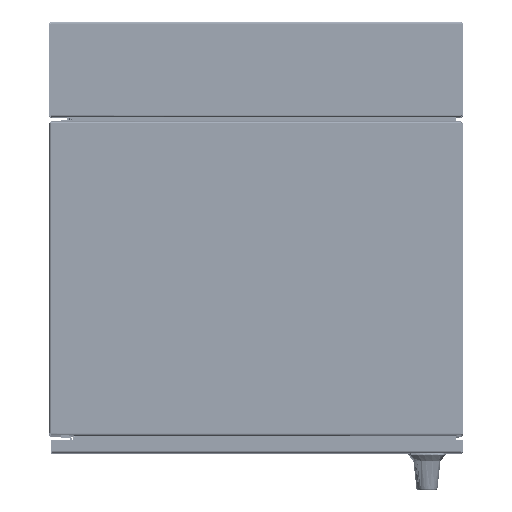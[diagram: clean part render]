
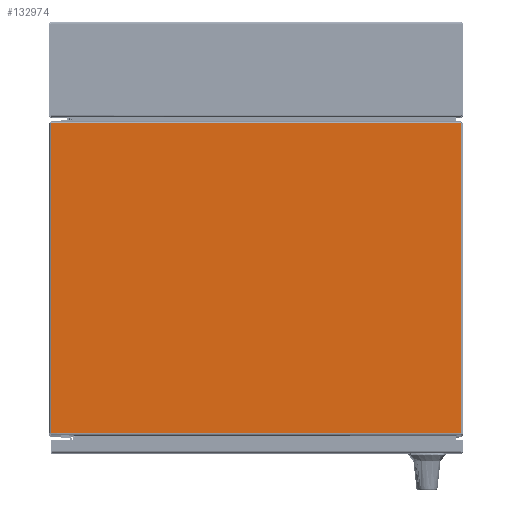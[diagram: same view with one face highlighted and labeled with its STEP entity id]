
A CAD part, top view. The second image highlights one B-rep face of the part: STEP entity #132974.
In plain terms, the highlighted planar face has unit normal (0, 0, 1).
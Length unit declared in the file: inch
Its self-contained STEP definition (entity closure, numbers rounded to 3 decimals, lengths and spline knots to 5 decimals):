
#3308 = VERTEX_POINT ( 'NONE', #182747 ) ;
#3671 = VERTEX_POINT ( 'NONE', #105803 ) ;
#11418 = ORIENTED_EDGE ( 'NONE', *, *, #144893, .T. ) ;
#11453 = ORIENTED_EDGE ( 'NONE', *, *, #106079, .F. ) ;
#21836 = CARTESIAN_POINT ( 'NONE',  ( -11.8925, -23.9345, 24. ) ) ;
#22390 = DIRECTION ( 'NONE',  ( -1., 0., 0. ) ) ;
#22802 = CARTESIAN_POINT ( 'NONE',  ( -12.0005, -23.8985, 24. ) ) ;
#31884 = EDGE_CURVE ( 'NONE', #196035, #85672, #144890, .T. ) ;
#37959 = DIRECTION ( 'NONE',  ( 0., 1., 0. ) ) ;
#44873 = LINE ( 'NONE', #195301, #135923 ) ;
#44978 = VECTOR ( 'NONE', #37959, 39.37008 ) ;
#53442 = DIRECTION ( 'NONE',  ( 0., 0., 1. ) ) ;
#53639 = LINE ( 'NONE', #111212, #146847 ) ;
#60739 = VECTOR ( 'NONE', #141929, 39.37008 ) ;
#74151 = CARTESIAN_POINT ( 'NONE',  ( 11.9275, -23.8985, 24. ) ) ;
#80785 = FACE_OUTER_BOUND ( 'NONE', #176529, .T. ) ;
#85672 = VERTEX_POINT ( 'NONE', #74151 ) ;
#100873 = CARTESIAN_POINT ( 'NONE',  ( -12.0005, -14.89, 24. ) ) ;
#105803 = CARTESIAN_POINT ( 'NONE',  ( -11.8925, -5.8815, 24. ) ) ;
#106079 = EDGE_CURVE ( 'NONE', #196035, #3671, #144906, .T. ) ;
#111212 = CARTESIAN_POINT ( 'NONE',  ( -12.0005, -5.8815, 24. ) ) ;
#132974 = ADVANCED_FACE ( 'NONE', ( #80785 ), #144290, .T. ) ;
#135923 = VECTOR ( 'NONE', #196294, 39.37008 ) ;
#136578 = EDGE_CURVE ( 'NONE', #85672, #3308, #44873, .T. ) ;
#141929 = DIRECTION ( 'NONE',  ( 1., 0., 0. ) ) ;
#142302 = DIRECTION ( 'NONE',  ( 1., 0., 0. ) ) ;
#144290 = PLANE ( 'NONE',  #161000 ) ;
#144890 = LINE ( 'NONE', #22802, #60739 ) ;
#144893 = EDGE_CURVE ( 'NONE', #3308, #3671, #53639, .T. ) ;
#144906 = LINE ( 'NONE', #21836, #44978 ) ;
#146847 = VECTOR ( 'NONE', #22390, 39.37008 ) ;
#161000 = AXIS2_PLACEMENT_3D ( 'NONE', #100873, #53442, #142302 ) ;
#163327 = ORIENTED_EDGE ( 'NONE', *, *, #31884, .T. ) ;
#164584 = ORIENTED_EDGE ( 'NONE', *, *, #136578, .T. ) ;
#176529 = EDGE_LOOP ( 'NONE', ( #163327, #164584, #11418, #11453 ) ) ;
#182747 = CARTESIAN_POINT ( 'NONE',  ( 11.9275, -5.8815, 24. ) ) ;
#193019 = CARTESIAN_POINT ( 'NONE',  ( -11.8925, -23.8985, 24. ) ) ;
#195301 = CARTESIAN_POINT ( 'NONE',  ( 11.9275, -14.89, 24. ) ) ;
#196035 = VERTEX_POINT ( 'NONE', #193019 ) ;
#196294 = DIRECTION ( 'NONE',  ( 0., 1., 0. ) ) ;
